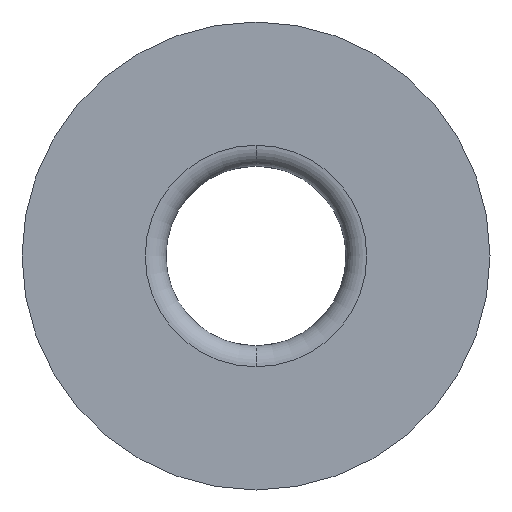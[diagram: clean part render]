
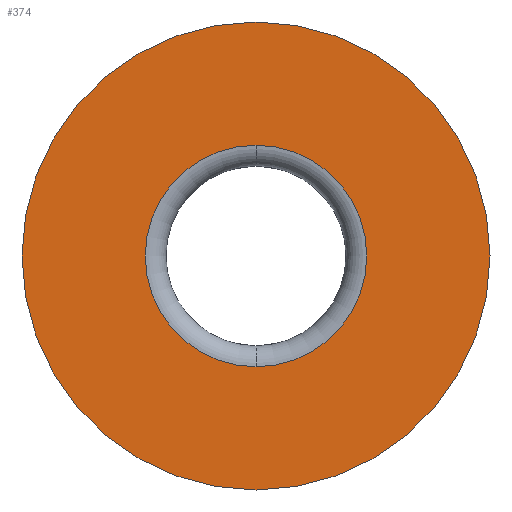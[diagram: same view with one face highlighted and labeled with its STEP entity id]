
A CAD part, front view. The second image highlights one B-rep face of the part: STEP entity #374.
In plain terms, the highlighted planar face has unit normal (0, -1, 0).
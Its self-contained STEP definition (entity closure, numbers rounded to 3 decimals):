
#21 = ORIENTED_EDGE ( 'NONE', *, *, #261, .F. ) ;
#59 = CARTESIAN_POINT ( 'NONE',  ( 0., 0., 0. ) ) ;
#61 = DIRECTION ( 'NONE',  ( 0., 0., 1. ) ) ;
#66 = DIRECTION ( 'NONE',  ( 0., -1., 0. ) ) ;
#79 = CARTESIAN_POINT ( 'NONE',  ( 0., 0., 0. ) ) ;
#80 = CARTESIAN_POINT ( 'NONE',  ( 0., 0., 10.65 ) ) ;
#94 = DIRECTION ( 'NONE',  ( 0., 0., -1. ) ) ;
#116 = DIRECTION ( 'NONE',  ( 0., 0., 1. ) ) ;
#117 = VERTEX_POINT ( 'NONE', #80 ) ;
#121 = EDGE_CURVE ( 'NONE', #252, #117, #332, .T. ) ;
#127 = FACE_BOUND ( 'NONE', #302, .T. ) ;
#183 = CARTESIAN_POINT ( 'NONE',  ( 0., 0., -10.65 ) ) ;
#187 = CIRCLE ( 'NONE', #404, 22.5 ) ;
#191 = FACE_OUTER_BOUND ( 'NONE', #365, .T. ) ;
#198 = ORIENTED_EDGE ( 'NONE', *, *, #211, .F. ) ;
#211 = EDGE_CURVE ( 'NONE', #430, #294, #282, .T. ) ;
#223 = AXIS2_PLACEMENT_3D ( 'NONE', #59, #427, #116 ) ;
#228 = CIRCLE ( 'NONE', #249, 10.65 ) ;
#234 = ORIENTED_EDGE ( 'NONE', *, *, #362, .T. ) ;
#249 = AXIS2_PLACEMENT_3D ( 'NONE', #266, #403, #61 ) ;
#252 = VERTEX_POINT ( 'NONE', #183 ) ;
#254 = DIRECTION ( 'NONE',  ( 0., 1., 0. ) ) ;
#261 = EDGE_CURVE ( 'NONE', #294, #430, #187, .T. ) ;
#262 = PLANE ( 'NONE',  #289 ) ;
#266 = CARTESIAN_POINT ( 'NONE',  ( 0., 0., 0. ) ) ;
#269 = AXIS2_PLACEMENT_3D ( 'NONE', #329, #360, #397 ) ;
#282 = CIRCLE ( 'NONE', #223, 22.5 ) ;
#289 = AXIS2_PLACEMENT_3D ( 'NONE', #371, #66, #94 ) ;
#294 = VERTEX_POINT ( 'NONE', #399 ) ;
#302 = EDGE_LOOP ( 'NONE', ( #234, #323 ) ) ;
#323 = ORIENTED_EDGE ( 'NONE', *, *, #121, .T. ) ;
#329 = CARTESIAN_POINT ( 'NONE',  ( 0., 0., 0. ) ) ;
#332 = CIRCLE ( 'NONE', #269, 10.65 ) ;
#355 = DIRECTION ( 'NONE',  ( 0., 0., 1. ) ) ;
#360 = DIRECTION ( 'NONE',  ( 0., 1., 0. ) ) ;
#362 = EDGE_CURVE ( 'NONE', #117, #252, #228, .T. ) ;
#365 = EDGE_LOOP ( 'NONE', ( #21, #198 ) ) ;
#371 = CARTESIAN_POINT ( 'NONE',  ( -22.5, 0., 0. ) ) ;
#374 = ADVANCED_FACE ( 'NONE', ( #127, #191 ), #262, .T. ) ;
#397 = DIRECTION ( 'NONE',  ( 0., 0., 1. ) ) ;
#399 = CARTESIAN_POINT ( 'NONE',  ( 0., 0., 22.5 ) ) ;
#403 = DIRECTION ( 'NONE',  ( 0., 1., 0. ) ) ;
#404 = AXIS2_PLACEMENT_3D ( 'NONE', #79, #254, #355 ) ;
#419 = CARTESIAN_POINT ( 'NONE',  ( 0., 0., -22.5 ) ) ;
#427 = DIRECTION ( 'NONE',  ( 0., 1., 0. ) ) ;
#430 = VERTEX_POINT ( 'NONE', #419 ) ;
